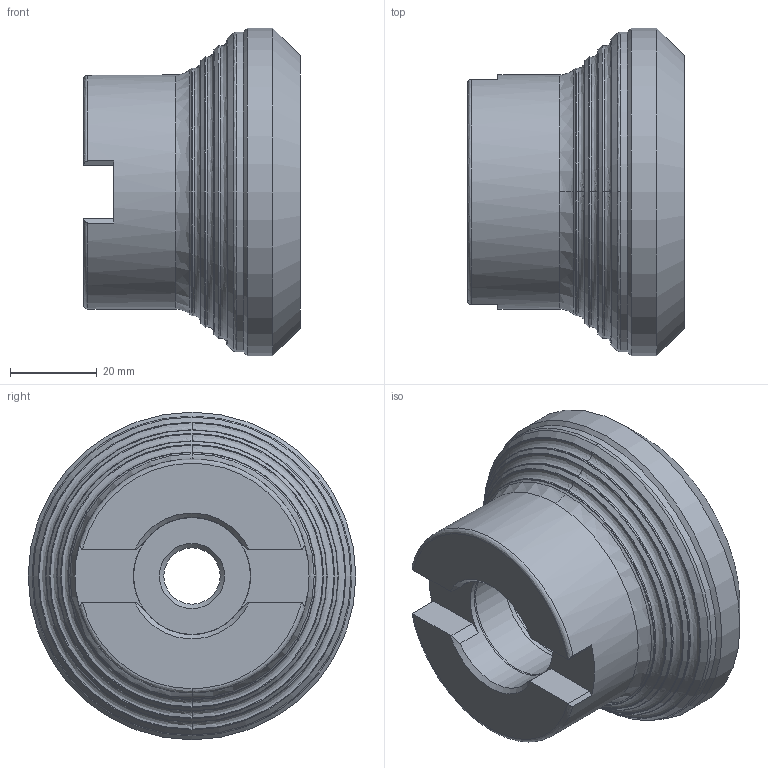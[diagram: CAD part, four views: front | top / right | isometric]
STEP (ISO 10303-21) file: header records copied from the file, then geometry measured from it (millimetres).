
FILE_DESCRIPTION (( 'STEP AP214' ), '1' );
FILE_NAME ('45PP-063-558-5.STEP', '2013-11-05T13:06:32', ( '' ), ( '' ), 'SwSTEP 2.0', 'SolidWorks 2013', '' );
FILE_SCHEMA (( 'AUTOMOTIVE_DESIGN' ));
Length unit declared in the file: millimetre
Products named in the file (1): 45PP-063-558-5
Bounding box: 50 x 75.57 x 75.57 mm (x, y, z)
Volume: 123180.7 mm3; surface area: 19925.1 mm2
Topology: 1 solids, 1 shells, 74 faces, 175 edges, 106 vertices
Faces by surface type: bspline 31, plane 21, cone 14, cylinder 8
Full cylindrical faces by diameter (mm): 13 x1, 18.5 x1, 26.95 x1, 27.05 x1, 27.3 x1, 54 x1, 73.8 x1, 75.57 x1
Entity records: 2367 total; most frequent: CARTESIAN_POINT 955, ORIENTED_EDGE 296, DIRECTION 256, EDGE_CURVE 148, AXIS2_PLACEMENT_3D 112, VERTEX_POINT 99, EDGE_LOOP 99, FACE_OUTER_BOUND 82
